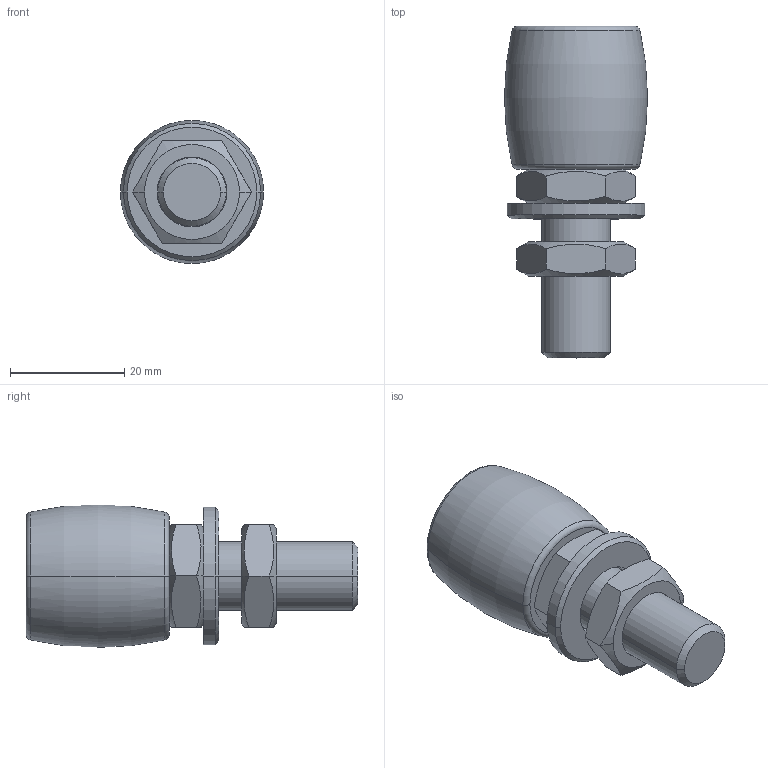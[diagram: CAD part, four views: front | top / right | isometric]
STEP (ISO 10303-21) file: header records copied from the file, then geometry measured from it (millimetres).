
FILE_DESCRIPTION (( 'STEP AP214' ), '1' );
FILE_NAME ('0042197.step', '2025-10-14T08:11:06', ( '' ), ( '' ), 'SwSTEP 2.0', 'SolidWorks 2020', '' );
FILE_SCHEMA (( 'AUTOMOTIVE_DESIGN' ));
Length unit declared in the file: millimetre
Products named in the file (1): 0042197
Bounding box: 25 x 58 x 24.97 mm (x, y, z)
Volume: 16858.4 mm3; surface area: 9269 mm2
Topology: 5 solids, 5 shells, 80 faces, 172 edges, 103 vertices
Faces by surface type: plane 30, cone 26, cylinder 18, torus 6
Entity records: 3362 total; most frequent: CARTESIAN_POINT 672, DIRECTION 374, ORIENTED_EDGE 340, EDGE_CURVE 170, AXIS2_PLACEMENT_3D 153, VERTEX_POINT 103, EDGE_LOOP 91, UNCERTAINTY_MEASURE_WITH_UNIT 87
